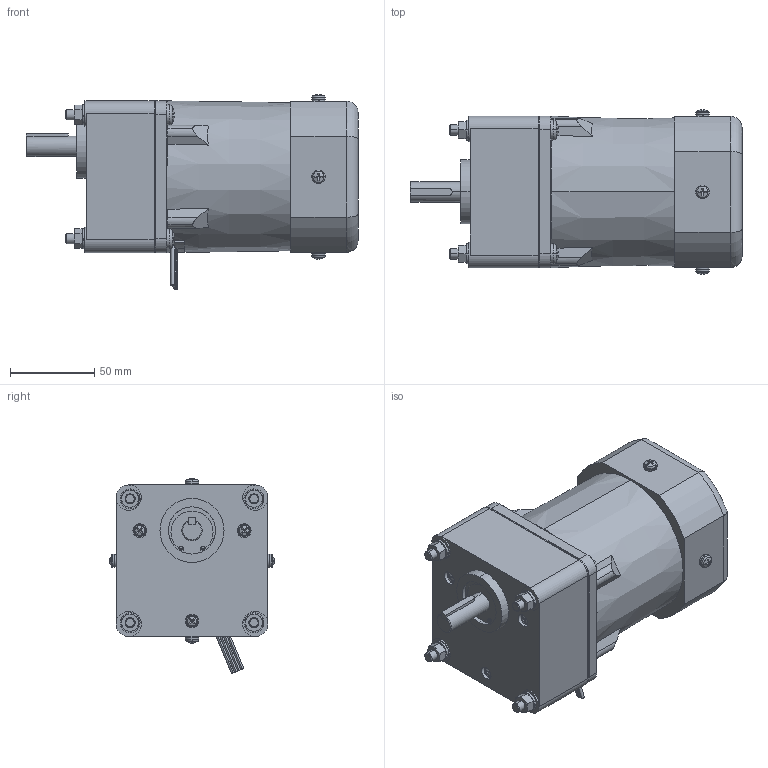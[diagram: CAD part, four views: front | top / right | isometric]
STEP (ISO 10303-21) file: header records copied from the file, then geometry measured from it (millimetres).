
FILE_DESCRIPTION(('starvars output'),'2;1');
FILE_NAME('9bfp3-18.stp','13:49:33 2014/09/12',( 'Thomas Industrial Network Germany GmbH'),( 'Thomas Industrial Network Germany GmbH'),'unknown preprocess','ACIS' ,'unknown authorization');
FILE_SCHEMA(('AUTOMOTIVE_DESIGN_CC2 {UNKNOWN IMPLEMENTATION LEVEL}'));
Length unit declared in the file: millimetre
Products named in the file (1): PRODUCT_ID_45
Bounding box: 197 x 97.74 x 115.81 mm (x, y, z)
Volume: 1150779 mm3; surface area: 75055.8 mm2
Topology: 1 solids, 5 shells, 586 faces, 1433 edges, 894 vertices
Faces by surface type: plane 280, cylinder 160, cone 98, torus 26, bspline 22
Entity records: 20609 total; most frequent: CARTESIAN_POINT 4327, ORIENTED_EDGE 2866, DIRECTION 1835, EDGE_CURVE 1433, VERTEX_POINT 894, EDGE_LOOP 639, FACE_BOUND 639, AXIS2_PLACEMENT_3D 623
